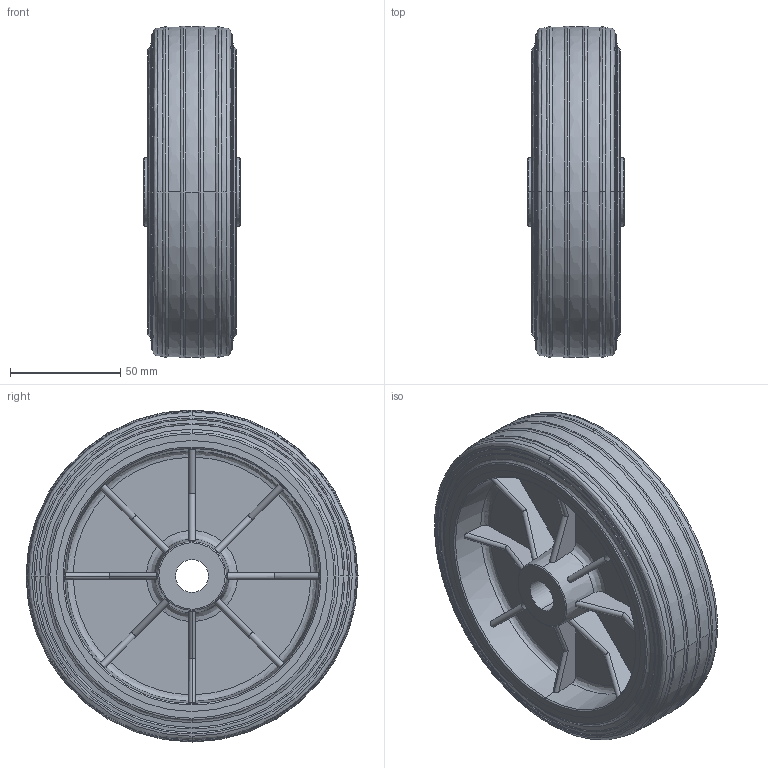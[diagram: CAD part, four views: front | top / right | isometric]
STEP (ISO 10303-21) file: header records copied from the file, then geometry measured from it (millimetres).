
FILE_DESCRIPTION (( 'STEP AP214' ), '1' );
FILE_NAME ('0014780.step', '2022-05-04T09:40:30', ( '' ), ( '' ), 'SwSTEP 2.0', 'SolidWorks 2020', '' );
FILE_SCHEMA (( 'AUTOMOTIVE_DESIGN' ));
Length unit declared in the file: millimetre
Products named in the file (1): 0014780
Bounding box: 44 x 150.72 x 150.72 mm (x, y, z)
Volume: 351938.5 mm3; surface area: 110788.2 mm2
Topology: 2 solids, 2 shells, 214 faces, 588 edges, 380 vertices
Faces by surface type: bspline 84, plane 54, cylinder 46, cone 20, torus 10
Entity records: 13563 total; most frequent: CARTESIAN_POINT 6283, ORIENTED_EDGE 1176, DIRECTION 868, EDGE_CURVE 588, VERTEX_POINT 380, AXIS2_PLACEMENT_3D 353, CIRCLE 222, EDGE_LOOP 220
